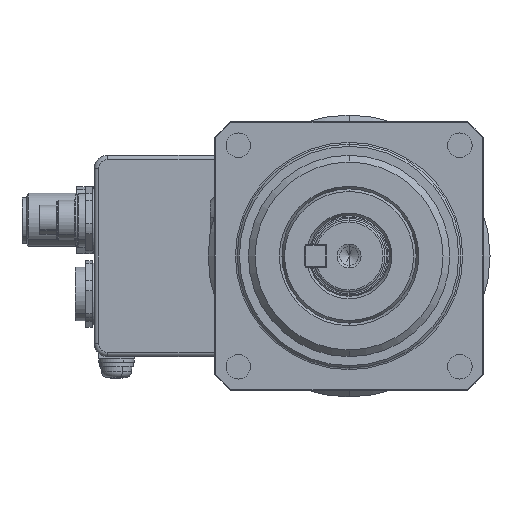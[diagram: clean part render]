
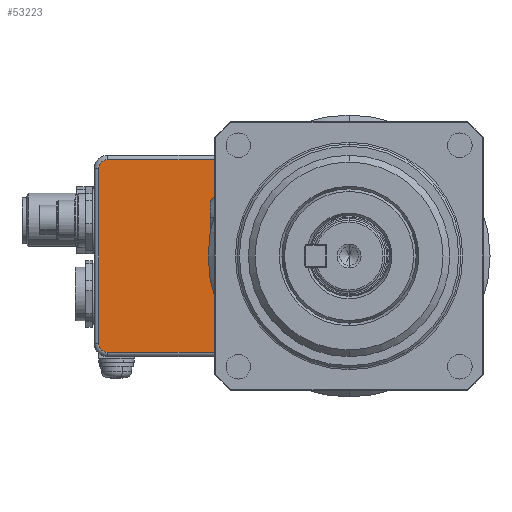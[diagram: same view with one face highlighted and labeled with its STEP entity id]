
A CAD part, left-side view. The second image highlights one B-rep face of the part: STEP entity #53223.
In plain terms, the highlighted planar face has unit normal (-1, 0, 0).
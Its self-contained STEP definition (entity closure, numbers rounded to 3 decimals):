
#1289 = CARTESIAN_POINT ( 'NONE',  ( -47., 57.5, -7. ) ) ;
#1955 = PLANE ( 'NONE',  #126711 ) ;
#15166 = VECTOR ( 'NONE', #54259, 1000. ) ;
#17716 = DIRECTION ( 'NONE',  ( 0., 0., -1. ) ) ;
#17772 = VECTOR ( 'NONE', #130456, 1000. ) ;
#21882 = VERTEX_POINT ( 'NONE', #67965 ) ;
#23068 = EDGE_CURVE ( 'NONE', #53895, #123213, #66081, .T. ) ;
#28204 = LINE ( 'NONE', #97575, #15166 ) ;
#32379 = DIRECTION ( 'NONE',  ( -1., 0., 0. ) ) ;
#34173 = LINE ( 'NONE', #42393, #83160 ) ;
#37997 = EDGE_CURVE ( 'NONE', #99197, #53895, #34173, .T. ) ;
#40858 = LINE ( 'NONE', #76831, #55536 ) ;
#42393 = CARTESIAN_POINT ( 'NONE',  ( -47., 82.5, -7. ) ) ;
#45540 = LINE ( 'NONE', #98144, #17772 ) ;
#50612 = ORIENTED_EDGE ( 'NONE', *, *, #51744, .F. ) ;
#51744 = EDGE_CURVE ( 'NONE', #99197, #21882, #28204, .T. ) ;
#53223 = ADVANCED_FACE ( 'NONE', ( #58974 ), #1955, .F. ) ;
#53559 = DIRECTION ( 'NONE',  ( 0., 0., -1. ) ) ;
#53895 = VERTEX_POINT ( 'NONE', #71617 ) ;
#54005 = DIRECTION ( 'NONE',  ( 1., 0., 0. ) ) ;
#54259 = DIRECTION ( 'NONE',  ( 0., 0., -1. ) ) ;
#54392 = AXIS2_PLACEMENT_3D ( 'NONE', #128118, #32379, #96230 ) ;
#55067 = EDGE_CURVE ( 'NONE', #128476, #107239, #132773, .T. ) ;
#55536 = VECTOR ( 'NONE', #109149, 1000. ) ;
#58974 = FACE_OUTER_BOUND ( 'NONE', #81102, .T. ) ;
#66081 = CIRCLE ( 'NONE', #94351, 2. ) ;
#67965 = CARTESIAN_POINT ( 'NONE',  ( -47., 57.5, -50. ) ) ;
#71617 = CARTESIAN_POINT ( 'NONE',  ( -47., 82.5, -7. ) ) ;
#74293 = DIRECTION ( 'NONE',  ( 0., 1., 0. ) ) ;
#76269 = ORIENTED_EDGE ( 'NONE', *, *, #119717, .T. ) ;
#76825 = CARTESIAN_POINT ( 'NONE',  ( -47., 84.5, -48. ) ) ;
#76831 = CARTESIAN_POINT ( 'NONE',  ( -47., 84.5, 0. ) ) ;
#80013 = ORIENTED_EDGE ( 'NONE', *, *, #55067, .T. ) ;
#81102 = EDGE_LOOP ( 'NONE', ( #80013, #76269, #50612, #130098, #117422, #118252 ) ) ;
#83160 = VECTOR ( 'NONE', #74293, 1000. ) ;
#84134 = CARTESIAN_POINT ( 'NONE',  ( -47., 0., 0. ) ) ;
#92586 = CARTESIAN_POINT ( 'NONE',  ( -47., 84.5, -9. ) ) ;
#94351 = AXIS2_PLACEMENT_3D ( 'NONE', #99829, #120323, #17716 ) ;
#96230 = DIRECTION ( 'NONE',  ( 0., 0., -1. ) ) ;
#97575 = CARTESIAN_POINT ( 'NONE',  ( -47., 57.5, 0. ) ) ;
#98144 = CARTESIAN_POINT ( 'NONE',  ( -47., 0., -50. ) ) ;
#99197 = VERTEX_POINT ( 'NONE', #1289 ) ;
#99538 = CARTESIAN_POINT ( 'NONE',  ( -47., 82.5, -50. ) ) ;
#99829 = CARTESIAN_POINT ( 'NONE',  ( -47., 82.5, -9. ) ) ;
#107239 = VERTEX_POINT ( 'NONE', #99538 ) ;
#109149 = DIRECTION ( 'NONE',  ( 0., 0., -1. ) ) ;
#113794 = EDGE_CURVE ( 'NONE', #123213, #128476, #40858, .T. ) ;
#117422 = ORIENTED_EDGE ( 'NONE', *, *, #23068, .T. ) ;
#118252 = ORIENTED_EDGE ( 'NONE', *, *, #113794, .T. ) ;
#119717 = EDGE_CURVE ( 'NONE', #107239, #21882, #45540, .T. ) ;
#120323 = DIRECTION ( 'NONE',  ( -1., 0., 0. ) ) ;
#123213 = VERTEX_POINT ( 'NONE', #92586 ) ;
#126711 = AXIS2_PLACEMENT_3D ( 'NONE', #84134, #54005, #53559 ) ;
#128118 = CARTESIAN_POINT ( 'NONE',  ( -47., 82.5, -48. ) ) ;
#128476 = VERTEX_POINT ( 'NONE', #76825 ) ;
#130098 = ORIENTED_EDGE ( 'NONE', *, *, #37997, .T. ) ;
#130456 = DIRECTION ( 'NONE',  ( 0., -1., 0. ) ) ;
#132773 = CIRCLE ( 'NONE', #54392, 2. ) ;
